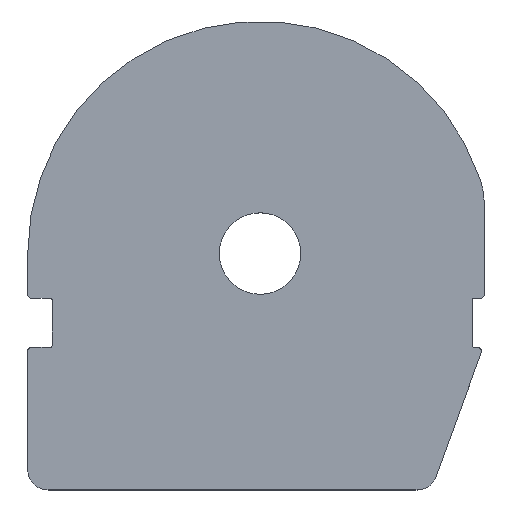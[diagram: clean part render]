
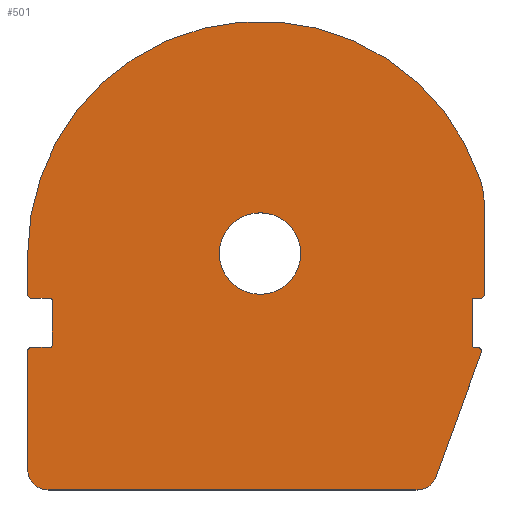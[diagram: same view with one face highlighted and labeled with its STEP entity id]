
A CAD part, top view. The second image highlights one B-rep face of the part: STEP entity #501.
In plain terms, the highlighted planar face has unit normal (0, 0, 1).
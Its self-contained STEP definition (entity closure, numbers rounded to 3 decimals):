
#17=FACE_BOUND('',#85,.T.);
#30=PLANE('',#555);
#56=FACE_OUTER_BOUND('',#84,.T.);
#84=EDGE_LOOP('',(#439,#440,#441,#442,#443,#444,#445,#446,#447,#448,#449,
#450,#451,#452,#453,#454,#455,#456,#457,#458,#459,#460,#461));
#85=EDGE_LOOP('',(#462));
#90=LINE('',#722,#135);
#103=LINE('',#774,#148);
#106=LINE('',#782,#151);
#110=LINE('',#792,#155);
#113=LINE('',#800,#158);
#116=LINE('',#809,#161);
#120=LINE('',#818,#165);
#123=LINE('',#826,#168);
#126=LINE('',#834,#171);
#128=LINE('',#840,#173);
#129=LINE('',#845,#174);
#135=VECTOR('',#570,90.499);
#148=VECTOR('',#615,32.317);
#151=VECTOR('',#624,0.811);
#155=VECTOR('',#634,22.);
#158=VECTOR('',#643,29.);
#161=VECTOR('',#652,10.);
#165=VECTOR('',#662,4.5);
#168=VECTOR('',#671,11.);
#171=VECTOR('',#680,1.5);
#173=VECTOR('',#688,11.);
#174=VECTOR('',#695,4.5);
#176=CIRCLE('',#505,5.);
#190=CIRCLE('',#522,5.);
#191=CIRCLE('',#525,1.);
#192=CIRCLE('',#528,1.);
#193=CIRCLE('',#531,1.);
#194=CIRCLE('',#534,1.);
#195=CIRCLE('',#537,0.5);
#196=CIRCLE('',#540,0.5);
#197=CIRCLE('',#543,0.5);
#198=CIRCLE('',#546,0.5);
#199=CIRCLE('',#549,10.);
#200=CIRCLE('',#552,57.);
#201=CIRCLE('',#554,20.);
#202=VERTEX_POINT('',#709);
#203=VERTEX_POINT('',#710);
#207=VERTEX_POINT('',#720);
#229=VERTEX_POINT('',#768);
#230=VERTEX_POINT('',#772);
#231=VERTEX_POINT('',#776);
#232=VERTEX_POINT('',#780);
#233=VERTEX_POINT('',#784);
#234=VERTEX_POINT('',#785);
#235=VERTEX_POINT('',#790);
#236=VERTEX_POINT('',#794);
#237=VERTEX_POINT('',#795);
#238=VERTEX_POINT('',#802);
#239=VERTEX_POINT('',#803);
#240=VERTEX_POINT('',#808);
#241=VERTEX_POINT('',#812);
#242=VERTEX_POINT('',#814);
#243=VERTEX_POINT('',#820);
#244=VERTEX_POINT('',#822);
#245=VERTEX_POINT('',#828);
#246=VERTEX_POINT('',#830);
#247=VERTEX_POINT('',#836);
#248=VERTEX_POINT('',#842);
#249=VERTEX_POINT('',#847);
#250=EDGE_CURVE('',#202,#203,#176,.T.);
#256=EDGE_CURVE('',#202,#207,#90,.T.);
#279=EDGE_CURVE('',#229,#207,#190,.T.);
#282=EDGE_CURVE('',#229,#230,#103,.T.);
#283=EDGE_CURVE('',#231,#230,#191,.T.);
#286=EDGE_CURVE('',#231,#232,#106,.T.);
#287=EDGE_CURVE('',#233,#234,#192,.T.);
#291=EDGE_CURVE('',#233,#235,#110,.T.);
#292=EDGE_CURVE('',#236,#237,#193,.T.);
#295=EDGE_CURVE('',#236,#203,#113,.T.);
#296=EDGE_CURVE('',#238,#239,#194,.T.);
#299=EDGE_CURVE('',#240,#239,#116,.T.);
#302=EDGE_CURVE('',#241,#242,#195,.T.);
#304=EDGE_CURVE('',#241,#237,#120,.T.);
#306=EDGE_CURVE('',#243,#244,#196,.T.);
#308=EDGE_CURVE('',#243,#242,#123,.T.);
#310=EDGE_CURVE('',#245,#246,#197,.T.);
#312=EDGE_CURVE('',#245,#234,#126,.T.);
#314=EDGE_CURVE('',#247,#232,#198,.T.);
#315=EDGE_CURVE('',#247,#246,#128,.T.);
#316=EDGE_CURVE('',#248,#248,#199,.T.);
#317=EDGE_CURVE('',#238,#244,#129,.T.);
#318=EDGE_CURVE('',#249,#240,#200,.T.);
#320=EDGE_CURVE('',#235,#249,#201,.T.);
#439=ORIENTED_EDGE('',*,*,#250,.F.);
#440=ORIENTED_EDGE('',*,*,#256,.T.);
#441=ORIENTED_EDGE('',*,*,#279,.F.);
#442=ORIENTED_EDGE('',*,*,#282,.T.);
#443=ORIENTED_EDGE('',*,*,#283,.F.);
#444=ORIENTED_EDGE('',*,*,#286,.T.);
#445=ORIENTED_EDGE('',*,*,#314,.F.);
#446=ORIENTED_EDGE('',*,*,#315,.T.);
#447=ORIENTED_EDGE('',*,*,#310,.F.);
#448=ORIENTED_EDGE('',*,*,#312,.T.);
#449=ORIENTED_EDGE('',*,*,#287,.F.);
#450=ORIENTED_EDGE('',*,*,#291,.T.);
#451=ORIENTED_EDGE('',*,*,#320,.T.);
#452=ORIENTED_EDGE('',*,*,#318,.T.);
#453=ORIENTED_EDGE('',*,*,#299,.T.);
#454=ORIENTED_EDGE('',*,*,#296,.F.);
#455=ORIENTED_EDGE('',*,*,#317,.T.);
#456=ORIENTED_EDGE('',*,*,#306,.F.);
#457=ORIENTED_EDGE('',*,*,#308,.T.);
#458=ORIENTED_EDGE('',*,*,#302,.F.);
#459=ORIENTED_EDGE('',*,*,#304,.T.);
#460=ORIENTED_EDGE('',*,*,#292,.F.);
#461=ORIENTED_EDGE('',*,*,#295,.T.);
#462=ORIENTED_EDGE('',*,*,#316,.T.);
#501=ADVANCED_FACE('',(#56,#17),#30,.T.);
#505=AXIS2_PLACEMENT_3D('',#711,#560,#561);
#522=AXIS2_PLACEMENT_3D('',#769,#609,#610);
#525=AXIS2_PLACEMENT_3D('',#777,#618,#619);
#528=AXIS2_PLACEMENT_3D('',#786,#627,#628);
#531=AXIS2_PLACEMENT_3D('',#796,#637,#638);
#534=AXIS2_PLACEMENT_3D('',#804,#646,#647);
#537=AXIS2_PLACEMENT_3D('',#815,#657,#658);
#540=AXIS2_PLACEMENT_3D('',#823,#666,#667);
#543=AXIS2_PLACEMENT_3D('',#831,#675,#676);
#546=AXIS2_PLACEMENT_3D('',#838,#684,#685);
#549=AXIS2_PLACEMENT_3D('',#843,#691,#692);
#552=AXIS2_PLACEMENT_3D('',#848,#698,#699);
#554=AXIS2_PLACEMENT_3D('',#851,#703,#704);
#555=AXIS2_PLACEMENT_3D('',#852,#705,#706);
#560=DIRECTION('center_axis',(0.,0.,-1.));
#561=DIRECTION('ref_axis',(-0.707,-0.707,0.));
#570=DIRECTION('',(1.,0.,0.));
#609=DIRECTION('center_axis',(0.,0.,-1.));
#610=DIRECTION('ref_axis',(0.574,-0.819,0.));
#615=DIRECTION('',(0.342,0.94,0.));
#618=DIRECTION('center_axis',(0.,0.,-1.));
#619=DIRECTION('ref_axis',(0.819,0.574,0.));
#624=DIRECTION('',(-1.,0.,0.));
#627=DIRECTION('center_axis',(0.,0.,-1.));
#628=DIRECTION('ref_axis',(0.707,-0.707,0.));
#634=DIRECTION('',(0.,1.,0.));
#637=DIRECTION('center_axis',(0.,0.,-1.));
#638=DIRECTION('ref_axis',(-0.707,0.707,0.));
#643=DIRECTION('',(0.,-1.,0.));
#646=DIRECTION('center_axis',(0.,0.,-1.));
#647=DIRECTION('ref_axis',(-0.707,-0.707,0.));
#652=DIRECTION('',(0.,-1.,0.));
#657=DIRECTION('center_axis',(0.,0.,1.));
#658=DIRECTION('ref_axis',(0.707,-0.707,0.));
#662=DIRECTION('',(-1.,0.,0.));
#666=DIRECTION('center_axis',(0.,0.,1.));
#667=DIRECTION('ref_axis',(0.707,0.707,0.));
#671=DIRECTION('',(0.,-1.,0.));
#675=DIRECTION('center_axis',(0.,0.,1.));
#676=DIRECTION('ref_axis',(-0.707,0.707,0.));
#680=DIRECTION('',(1.,0.,0.));
#684=DIRECTION('center_axis',(0.,0.,1.));
#685=DIRECTION('ref_axis',(-0.707,-0.707,0.));
#688=DIRECTION('',(0.,1.,0.));
#691=DIRECTION('center_axis',(0.,0.,-1.));
#692=DIRECTION('ref_axis',(-1.,0.,0.));
#695=DIRECTION('',(1.,0.,0.));
#698=DIRECTION('center_axis',(0.,0.,1.));
#699=DIRECTION('ref_axis',(0.946,0.324,0.));
#703=DIRECTION('center_axis',(0.,0.,1.));
#704=DIRECTION('ref_axis',(1.,0.,0.));
#705=DIRECTION('center_axis',(0.,0.,1.));
#706=DIRECTION('ref_axis',(1.,0.,0.));
#709=CARTESIAN_POINT('',(-52.,-58.,6.));
#710=CARTESIAN_POINT('',(-57.,-53.,6.));
#711=CARTESIAN_POINT('Origin',(-52.,-53.,6.));
#720=CARTESIAN_POINT('',(38.499,-58.,6.));
#722=CARTESIAN_POINT('',(-57.,-58.,6.));
#768=CARTESIAN_POINT('',(43.197,-54.71,6.));
#769=CARTESIAN_POINT('Origin',(38.499,-53.,6.));
#772=CARTESIAN_POINT('',(54.251,-24.342,6.));
#774=CARTESIAN_POINT('',(42.,-58.,6.));
#776=CARTESIAN_POINT('',(53.311,-23.,6.));
#777=CARTESIAN_POINT('Origin',(53.311,-24.,6.));
#780=CARTESIAN_POINT('',(52.5,-23.,6.));
#782=CARTESIAN_POINT('',(54.739,-23.,6.));
#784=CARTESIAN_POINT('',(55.,-10.,6.));
#785=CARTESIAN_POINT('',(54.,-11.,6.));
#786=CARTESIAN_POINT('Origin',(54.,-10.,6.));
#790=CARTESIAN_POINT('',(55.,12.,6.));
#792=CARTESIAN_POINT('',(55.,-11.,6.));
#794=CARTESIAN_POINT('',(-57.,-24.,6.));
#795=CARTESIAN_POINT('',(-56.,-23.,6.));
#796=CARTESIAN_POINT('Origin',(-56.,-24.,6.));
#800=CARTESIAN_POINT('',(-57.,-23.,6.));
#802=CARTESIAN_POINT('',(-56.,-11.,6.));
#803=CARTESIAN_POINT('',(-57.,-10.,6.));
#804=CARTESIAN_POINT('Origin',(-56.,-10.,6.));
#808=CARTESIAN_POINT('',(-57.,0.,6.));
#809=CARTESIAN_POINT('',(-57.,0.,6.));
#812=CARTESIAN_POINT('',(-51.5,-23.,6.));
#814=CARTESIAN_POINT('',(-51.,-22.5,6.));
#815=CARTESIAN_POINT('Origin',(-51.5,-22.5,6.));
#818=CARTESIAN_POINT('',(-51.,-23.,6.));
#820=CARTESIAN_POINT('',(-51.,-11.5,6.));
#822=CARTESIAN_POINT('',(-51.5,-11.,6.));
#823=CARTESIAN_POINT('Origin',(-51.5,-11.5,6.));
#826=CARTESIAN_POINT('',(-51.,-11.,6.));
#828=CARTESIAN_POINT('',(52.5,-11.,6.));
#830=CARTESIAN_POINT('',(52.,-11.5,6.));
#831=CARTESIAN_POINT('Origin',(52.5,-11.5,6.));
#834=CARTESIAN_POINT('',(52.,-11.,6.));
#836=CARTESIAN_POINT('',(52.,-22.5,6.));
#838=CARTESIAN_POINT('Origin',(52.5,-22.5,6.));
#840=CARTESIAN_POINT('',(52.,-23.,6.));
#842=CARTESIAN_POINT('',(10.,0.,6.));
#843=CARTESIAN_POINT('Origin',(0.,0.,6.));
#845=CARTESIAN_POINT('',(-57.,-11.,6.));
#847=CARTESIAN_POINT('',(53.919,18.486,6.));
#848=CARTESIAN_POINT('Origin',(0.,0.,6.));
#851=CARTESIAN_POINT('Origin',(35.,12.,6.));
#852=CARTESIAN_POINT('Origin',(-3.082,-12.382,6.));
